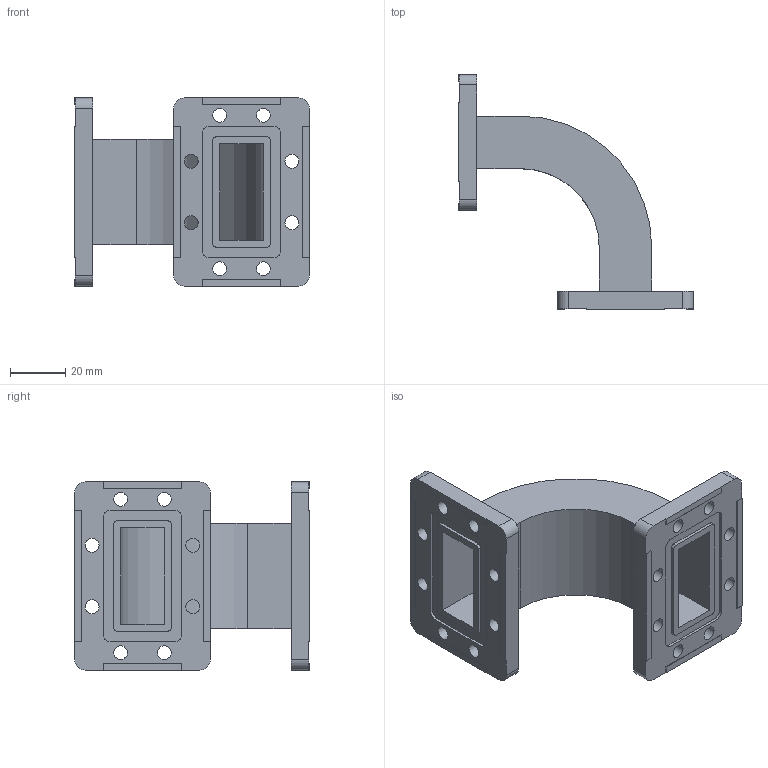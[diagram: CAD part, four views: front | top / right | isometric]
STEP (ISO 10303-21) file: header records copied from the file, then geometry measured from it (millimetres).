
FILE_DESCRIPTION (( 'STEP AP203' ), '1' );
FILE_NAME ('SMF137EBA_3D.step', '2023-04-12T14:47:57', ( '' ), ( '' ), 'SwSTEP 2.0', 'SolidWorks 2022', '' );
FILE_SCHEMA (( 'CONFIG_CONTROL_DESIGN' ));
Length unit declared in the file: inch
Products named in the file (1): SMF137EBA_3D
Bounding box: 85.12 x 85.12 x 68.25 mm (x, y, z)
Volume: 48760.1 mm3; surface area: 36485.5 mm2
Topology: 1 solids, 1 shells, 120 faces, 336 edges, 224 vertices
Faces by surface type: plane 76, cylinder 44
Full cylindrical faces by diameter (mm): 5.029 x16
Entity records: 3935 total; most frequent: CARTESIAN_POINT 665, DIRECTION 650, ORIENTED_EDGE 640, EDGE_CURVE 320, LINE 232, VECTOR 232, VERTEX_POINT 224, AXIS2_PLACEMENT_3D 209
